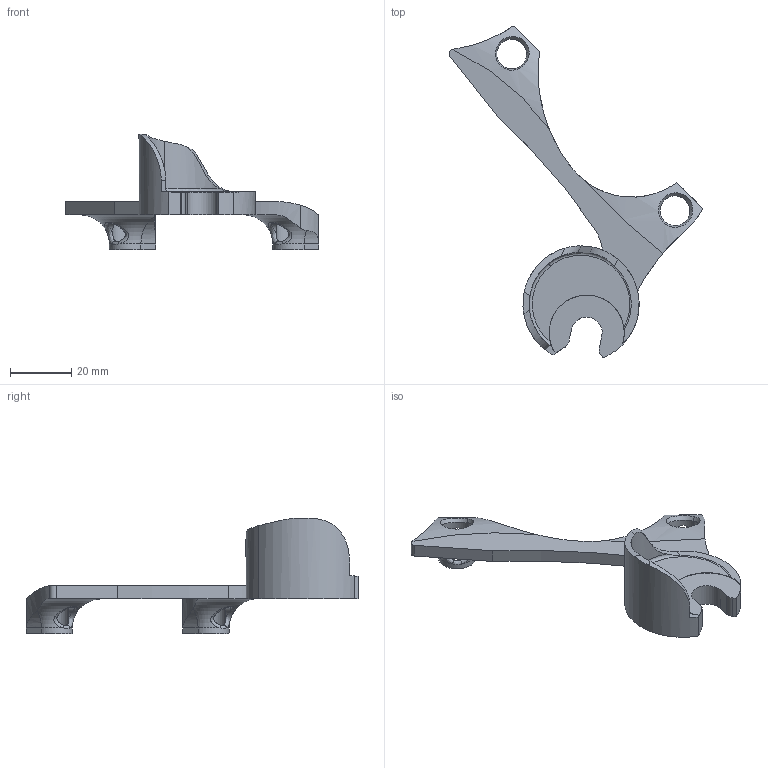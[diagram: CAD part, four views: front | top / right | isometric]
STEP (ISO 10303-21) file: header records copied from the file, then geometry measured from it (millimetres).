
FILE_DESCRIPTION (( 'STEP AP214' ), '1' );
FILE_NAME ('BK0018_2018.STEP', '2025-04-10T22:03:25', ( '' ), ( '' ), 'SwSTEP 2.0', 'SolidWorks 2023', '' );
FILE_SCHEMA (( 'AUTOMOTIVE_DESIGN' ));
Length unit declared in the file: inch
Products named in the file (4): BK0018_1.STEP; BK0018.STEP; BK0018_2018; DR0004L.STEP
Assembly tree (3 placements, depth 3):
  BK0018_2018
    BK0018.STEP
      DR0004L.STEP
      BK0018_1.STEP
Bounding box: 83.25 x 108.85 x 37.82 mm (x, y, z)
Volume: 14975.1 mm3; surface area: 10424 mm2
Topology: 2 solids, 2 shells, 93 faces, 251 edges, 161 vertices
Faces by surface type: cylinder 50, plane 25, bspline 10, torus 4, cone 4
Entity records: 8901 total; most frequent: CARTESIAN_POINT 6548, ORIENTED_EDGE 502, DIRECTION 433, EDGE_CURVE 251, AXIS2_PLACEMENT_3D 172, VERTEX_POINT 161, EDGE_LOOP 104, ADVANCED_FACE 93
